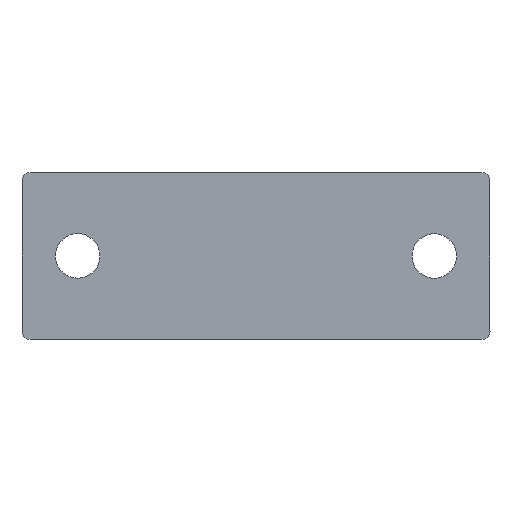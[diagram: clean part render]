
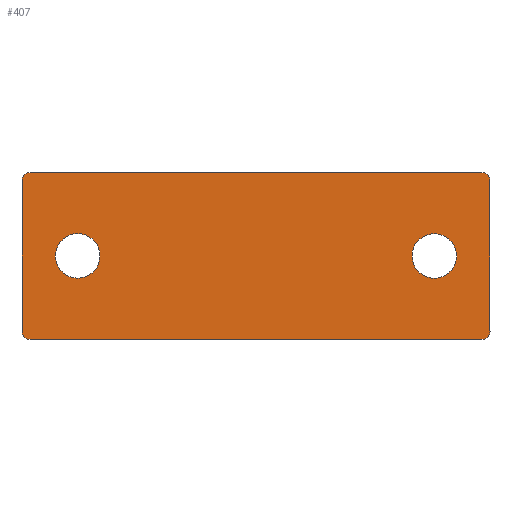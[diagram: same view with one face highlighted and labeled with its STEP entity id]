
A CAD part, front view. The second image highlights one B-rep face of the part: STEP entity #407.
In plain terms, the highlighted planar face has unit normal (0, -1, 0).
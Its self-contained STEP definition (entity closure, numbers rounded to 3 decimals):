
#21=FACE_BOUND('',#86,.T.);
#22=FACE_BOUND('',#87,.T.);
#31=PLANE('',#469);
#55=FACE_OUTER_BOUND('',#85,.T.);
#85=EDGE_LOOP('',(#331,#332,#333,#334,#335,#336,#337,#338));
#86=EDGE_LOOP('',(#339));
#87=EDGE_LOOP('',(#340));
#119=LINE('',#709,#145);
#120=LINE('',#711,#146);
#121=LINE('',#713,#147);
#122=LINE('',#714,#148);
#145=VECTOR('',#583,10.);
#146=VECTOR('',#586,10.);
#147=VECTOR('',#589,10.);
#148=VECTOR('',#590,10.);
#162=CIRCLE('',#444,0.75);
#166=CIRCLE('',#450,0.75);
#170=CIRCLE('',#456,0.75);
#174=CIRCLE('',#463,0.75);
#175=CIRCLE('',#470,2.);
#176=CIRCLE('',#471,2.);
#190=VERTEX_POINT('',#652);
#191=VERTEX_POINT('',#653);
#195=VERTEX_POINT('',#665);
#196=VERTEX_POINT('',#666);
#200=VERTEX_POINT('',#678);
#201=VERTEX_POINT('',#679);
#205=VERTEX_POINT('',#694);
#206=VERTEX_POINT('',#695);
#207=VERTEX_POINT('',#715);
#208=VERTEX_POINT('',#717);
#224=EDGE_CURVE('',#190,#191,#162,.T.);
#230=EDGE_CURVE('',#195,#196,#166,.T.);
#236=EDGE_CURVE('',#200,#201,#170,.T.);
#244=EDGE_CURVE('',#205,#206,#174,.T.);
#253=EDGE_CURVE('',#190,#201,#119,.T.);
#254=EDGE_CURVE('',#200,#206,#120,.T.);
#255=EDGE_CURVE('',#205,#196,#121,.T.);
#256=EDGE_CURVE('',#195,#191,#122,.T.);
#257=EDGE_CURVE('',#207,#207,#175,.T.);
#258=EDGE_CURVE('',#208,#208,#176,.T.);
#331=ORIENTED_EDGE('',*,*,#224,.F.);
#332=ORIENTED_EDGE('',*,*,#253,.T.);
#333=ORIENTED_EDGE('',*,*,#236,.F.);
#334=ORIENTED_EDGE('',*,*,#254,.T.);
#335=ORIENTED_EDGE('',*,*,#244,.F.);
#336=ORIENTED_EDGE('',*,*,#255,.T.);
#337=ORIENTED_EDGE('',*,*,#230,.F.);
#338=ORIENTED_EDGE('',*,*,#256,.T.);
#339=ORIENTED_EDGE('',*,*,#257,.T.);
#340=ORIENTED_EDGE('',*,*,#258,.T.);
#407=ADVANCED_FACE('',(#55,#21,#22),#31,.F.);
#444=AXIS2_PLACEMENT_3D('',#654,#519,#520);
#450=AXIS2_PLACEMENT_3D('',#667,#533,#534);
#456=AXIS2_PLACEMENT_3D('',#680,#547,#548);
#463=AXIS2_PLACEMENT_3D('',#696,#565,#566);
#469=AXIS2_PLACEMENT_3D('',#712,#587,#588);
#470=AXIS2_PLACEMENT_3D('',#716,#591,#592);
#471=AXIS2_PLACEMENT_3D('',#718,#593,#594);
#519=DIRECTION('center_axis',(0.,1.,0.));
#520=DIRECTION('ref_axis',(-0.707,0.,0.707));
#533=DIRECTION('center_axis',(0.,1.,0.));
#534=DIRECTION('ref_axis',(0.707,0.,0.707));
#547=DIRECTION('center_axis',(0.,1.,0.));
#548=DIRECTION('ref_axis',(-0.707,0.,-0.707));
#565=DIRECTION('center_axis',(0.,1.,0.));
#566=DIRECTION('ref_axis',(0.707,0.,-0.707));
#583=DIRECTION('',(0.,0.,-1.));
#586=DIRECTION('',(1.,0.,0.));
#587=DIRECTION('center_axis',(0.,1.,0.));
#588=DIRECTION('ref_axis',(1.,0.,0.));
#589=DIRECTION('',(0.,0.,1.));
#590=DIRECTION('',(-1.,0.,0.));
#591=DIRECTION('center_axis',(0.,1.,0.));
#592=DIRECTION('ref_axis',(-1.,0.,0.));
#593=DIRECTION('center_axis',(0.,1.,0.));
#594=DIRECTION('ref_axis',(-1.,0.,0.));
#652=CARTESIAN_POINT('',(-21.,0.,6.75));
#653=CARTESIAN_POINT('',(-20.25,0.,7.5));
#654=CARTESIAN_POINT('Origin',(-20.25,0.,6.75));
#665=CARTESIAN_POINT('',(20.25,0.,7.5));
#666=CARTESIAN_POINT('',(21.,0.,6.75));
#667=CARTESIAN_POINT('Origin',(20.25,0.,6.75));
#678=CARTESIAN_POINT('',(-20.25,0.,-7.5));
#679=CARTESIAN_POINT('',(-21.,0.,-6.75));
#680=CARTESIAN_POINT('Origin',(-20.25,0.,-6.75));
#694=CARTESIAN_POINT('',(21.,0.,-6.75));
#695=CARTESIAN_POINT('',(20.25,0.,-7.5));
#696=CARTESIAN_POINT('Origin',(20.25,0.,-6.75));
#709=CARTESIAN_POINT('',(-21.,0.,7.5));
#711=CARTESIAN_POINT('',(-21.,0.,-7.5));
#712=CARTESIAN_POINT('Origin',(0.,0.,0.));
#713=CARTESIAN_POINT('',(21.,0.,-7.5));
#714=CARTESIAN_POINT('',(21.,0.,7.5));
#715=CARTESIAN_POINT('',(18.,0.,0.003));
#716=CARTESIAN_POINT('Origin',(16.,0.,0.003));
#717=CARTESIAN_POINT('',(-14.,0.,0.006));
#718=CARTESIAN_POINT('Origin',(-16.,0.,0.006));
